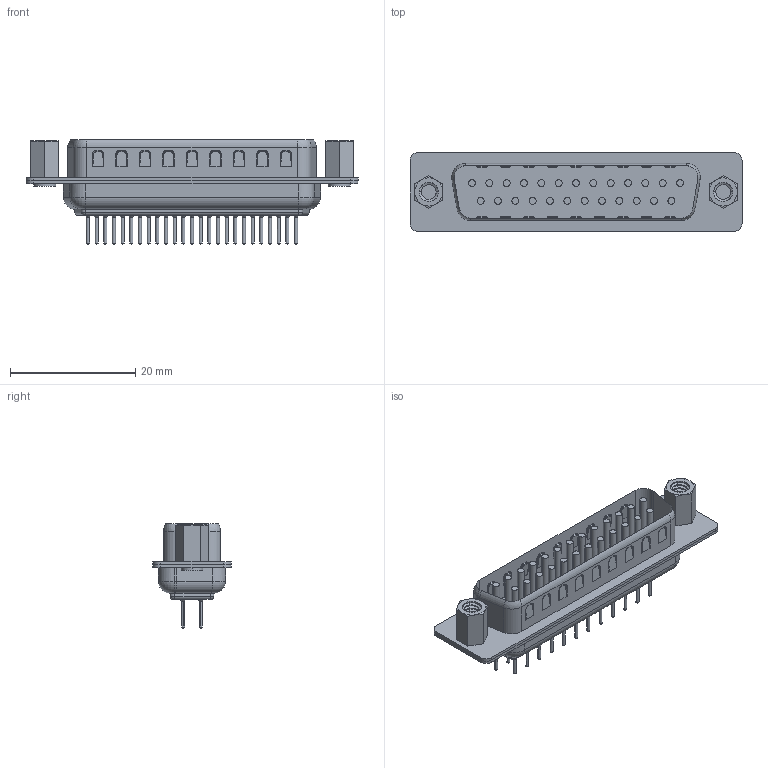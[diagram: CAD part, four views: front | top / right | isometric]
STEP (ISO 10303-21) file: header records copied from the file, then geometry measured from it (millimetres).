
FILE_DESCRIPTION(('CATIA V5 STEP Exchange','CAx-IF Rec.Pracs.--- Model Styling and Organization---1.4--- 2014-01-23'),'2;1');
FILE_NAME ('1171926-2_0', '2020-12-09T11:45:04+00:00', ('none'), ('Weidmueller'), 'CATIA Version 5-6 Release 2016 SP3 HF44', 'CATIA V5 STEP AP214', 'none');
FILE_SCHEMA(('AUTOMOTIVE_DESIGN { 1 0 10303 214 1 1 1 1 }'));
Products named in the file (1): 2707190000
Bounding box: 53.04 x 12.55 x 16.7 mm (x, y, z)
Volume: 3039.4 mm3; surface area: 7556.3 mm2
Topology: 34 solids, 34 shells, 1433 faces, 3347 edges, 2019 vertices
Faces by surface type: cylinder 584, bspline 478, plane 169, cone 112, torus 84, sphere 6
Entity records: 47192 total; most frequent: CARTESIAN_POINT 20599, ORIENTED_EDGE 6686, DIRECTION 3584, EDGE_CURVE 3343, VERTEX_POINT 2019, AXIS2_PLACEMENT_3D 1751, EDGE_LOOP 1632, ADVANCED_FACE 1433
